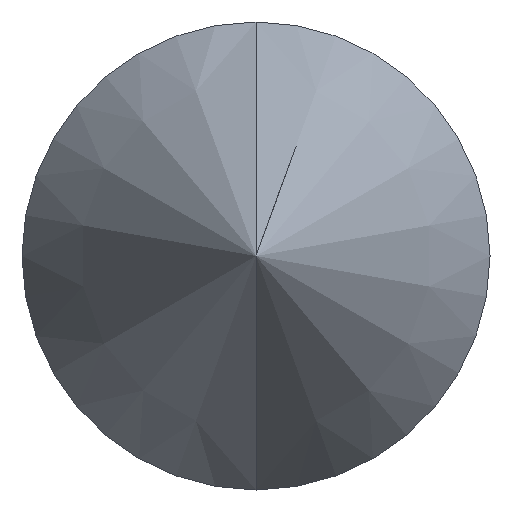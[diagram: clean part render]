
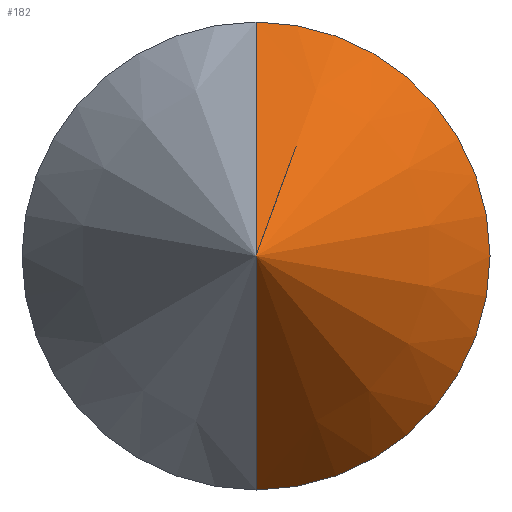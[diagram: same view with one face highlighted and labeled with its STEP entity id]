
A CAD part, front view. The second image highlights one B-rep face of the part: STEP entity #182.
In plain terms, the highlighted conical face has half-angle 30 degrees and reference radius 577.35 mm.
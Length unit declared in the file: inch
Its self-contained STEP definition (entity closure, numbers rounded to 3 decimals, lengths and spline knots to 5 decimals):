
#14 = DIRECTION ( 'NONE',  ( 0., -1., 0. ) ) ;
#23 = ORIENTED_EDGE ( 'NONE', *, *, #128, .T. ) ;
#34 = CARTESIAN_POINT ( 'NONE',  ( 0., 39.37008, 0. ) ) ;
#39 = AXIS2_PLACEMENT_3D ( 'NONE', #34, #175, #139 ) ;
#54 = CARTESIAN_POINT ( 'NONE',  ( 0., 0.64952, -0.375 ) ) ;
#62 = VERTEX_POINT ( 'NONE', #67 ) ;
#67 = CARTESIAN_POINT ( 'NONE',  ( 0., 0.64952, 0.375 ) ) ;
#72 = EDGE_CURVE ( 'NONE', #264, #90, #147, .T. ) ;
#76 = CARTESIAN_POINT ( 'NONE',  ( 0., 0.64952, 0. ) ) ;
#77 = CARTESIAN_POINT ( 'NONE',  ( 0., 0., 0. ) ) ;
#90 = VERTEX_POINT ( 'NONE', #54 ) ;
#104 = EDGE_LOOP ( 'NONE', ( #244, #163, #23 ) ) ;
#114 = CIRCLE ( 'NONE', #134, 0.375 ) ;
#120 = VECTOR ( 'NONE', #174, 39.37008 ) ;
#128 = EDGE_CURVE ( 'NONE', #90, #62, #114, .T. ) ;
#131 = EDGE_CURVE ( 'NONE', #264, #62, #156, .T. ) ;
#134 = AXIS2_PLACEMENT_3D ( 'NONE', #76, #14, #173 ) ;
#139 = DIRECTION ( 'NONE',  ( 0., 0., 1. ) ) ;
#144 = CONICAL_SURFACE ( 'NONE', #39, 22.73033, 0.524 ) ;
#147 = LINE ( 'NONE', #229, #160 ) ;
#156 = LINE ( 'NONE', #77, #120 ) ;
#160 = VECTOR ( 'NONE', #189, 39.37008 ) ;
#163 = ORIENTED_EDGE ( 'NONE', *, *, #72, .T. ) ;
#173 = DIRECTION ( 'NONE',  ( 0., 0., -1. ) ) ;
#174 = DIRECTION ( 'NONE',  ( 0., 0.866, 0.5 ) ) ;
#175 = DIRECTION ( 'NONE',  ( 0., 1., 0. ) ) ;
#182 = ADVANCED_FACE ( 'NONE', ( #257 ), #144, .T. ) ;
#189 = DIRECTION ( 'NONE',  ( 0., 0.866, -0.5 ) ) ;
#229 = CARTESIAN_POINT ( 'NONE',  ( 0., 0., 0. ) ) ;
#244 = ORIENTED_EDGE ( 'NONE', *, *, #131, .F. ) ;
#245 = CARTESIAN_POINT ( 'NONE',  ( 0., 0., 0. ) ) ;
#257 = FACE_OUTER_BOUND ( 'NONE', #104, .T. ) ;
#264 = VERTEX_POINT ( 'NONE', #245 ) ;
